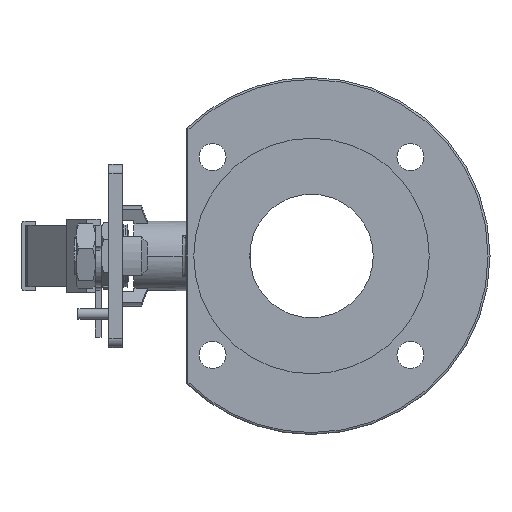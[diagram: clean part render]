
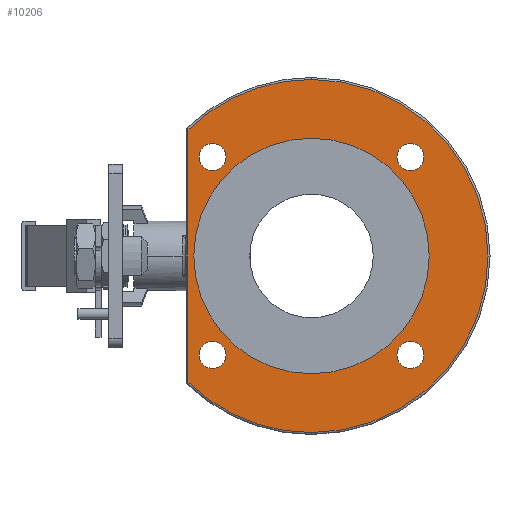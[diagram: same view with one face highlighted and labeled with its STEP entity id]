
A CAD part, left-side view. The second image highlights one B-rep face of the part: STEP entity #10206.
In plain terms, the highlighted planar face has unit normal (-1, 0, 0).
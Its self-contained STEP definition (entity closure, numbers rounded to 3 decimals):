
#37 = CARTESIAN_POINT ( 'NONE',  ( -87., -51.265, -58.265 ) ) ;
#46 = CARTESIAN_POINT ( 'NONE',  ( -87., -51.265, 44.265 ) ) ;
#47 = CARTESIAN_POINT ( 'NONE',  ( -87., -51.265, -44.265 ) ) ;
#63 = CARTESIAN_POINT ( 'NONE',  ( -87., 64., -65.393 ) ) ;
#64 = CARTESIAN_POINT ( 'NONE',  ( -87., 0., -91.5 ) ) ;
#378 = VERTEX_POINT ( 'NONE', #10533 ) ;
#390 = VERTEX_POINT ( 'NONE', #3005 ) ;
#439 = VERTEX_POINT ( 'NONE', #3054 ) ;
#444 = VERTEX_POINT ( 'NONE', #3059 ) ;
#458 = VERTEX_POINT ( 'NONE', #3073 ) ;
#466 = VERTEX_POINT ( 'NONE', #3081 ) ;
#502 = VERTEX_POINT ( 'NONE', #37 ) ;
#511 = VERTEX_POINT ( 'NONE', #46 ) ;
#512 = VERTEX_POINT ( 'NONE', #47 ) ;
#528 = VERTEX_POINT ( 'NONE', #63 ) ;
#529 = VERTEX_POINT ( 'NONE', #64 ) ;
#574 = VERTEX_POINT ( 'NONE', #10297 ) ;
#692 = VERTEX_POINT ( 'NONE', #10366 ) ;
#740 = VERTEX_POINT ( 'NONE', #10414 ) ;
#1417 = EDGE_LOOP ( 'NONE', ( #9823, #9824 ) ) ;
#1420 = EDGE_LOOP ( 'NONE', ( #9825, #9826 ) ) ;
#1421 = EDGE_LOOP ( 'NONE', ( #9817, #9818, #9819, #9820 ) ) ;
#1422 = EDGE_LOOP ( 'NONE', ( #9821, #9822 ) ) ;
#1424 = EDGE_LOOP ( 'NONE', ( #9827, #9828 ) ) ;
#1425 = EDGE_LOOP ( 'NONE', ( #9829, #9830 ) ) ;
#2173 = CIRCLE ( 'NONE', #2858, 7. ) ;
#2181 = CIRCLE ( 'NONE', #2862, 7. ) ;
#2189 = CIRCLE ( 'NONE', #2864, 7. ) ;
#2205 = CIRCLE ( 'NONE', #2870, 7. ) ;
#2216 = CIRCLE ( 'NONE', #2873, 61. ) ;
#2432 = EDGE_CURVE ( 'NONE', #502, #512, #2173, .T. ) ;
#2440 = EDGE_CURVE ( 'NONE', #511, #692, #2181, .T. ) ;
#2444 = EDGE_CURVE ( 'NONE', #740, #444, #2189, .T. ) ;
#2456 = EDGE_CURVE ( 'NONE', #390, #378, #2205, .T. ) ;
#2462 = EDGE_CURVE ( 'NONE', #439, #458, #2216, .T. ) ;
#2631 = EDGE_CURVE ( 'NONE', #574, #466, #3797, .T. ) ;
#2632 = EDGE_CURVE ( 'NONE', #466, #528, #3801, .T. ) ;
#2633 = EDGE_CURVE ( 'NONE', #512, #502, #3804, .T. ) ;
#2634 = EDGE_CURVE ( 'NONE', #692, #511, #3806, .T. ) ;
#2635 = EDGE_CURVE ( 'NONE', #444, #740, #3807, .T. ) ;
#2636 = EDGE_CURVE ( 'NONE', #378, #390, #3808, .T. ) ;
#2637 = EDGE_CURVE ( 'NONE', #458, #439, #3809, .T. ) ;
#2858 = AXIS2_PLACEMENT_3D ( 'NONE', #3140, #3141, #3142 ) ;
#2862 = AXIS2_PLACEMENT_3D ( 'NONE', #3160, #3161, #3162 ) ;
#2864 = AXIS2_PLACEMENT_3D ( 'NONE', #3170, #3171, #3172 ) ;
#2870 = AXIS2_PLACEMENT_3D ( 'NONE', #3200, #3201, #3202 ) ;
#2873 = AXIS2_PLACEMENT_3D ( 'NONE', #3216, #3217, #3218 ) ;
#3005 = CARTESIAN_POINT ( 'NONE',  ( -87., 51.265, -58.265 ) ) ;
#3054 = CARTESIAN_POINT ( 'NONE',  ( -87., 0., 61. ) ) ;
#3059 = CARTESIAN_POINT ( 'NONE',  ( -87., 51.265, 58.265 ) ) ;
#3073 = CARTESIAN_POINT ( 'NONE',  ( -87., 0., -61. ) ) ;
#3081 = CARTESIAN_POINT ( 'NONE',  ( -87., 64., 65.393 ) ) ;
#3140 = CARTESIAN_POINT ( 'NONE',  ( -87., -51.265, -51.265 ) ) ;
#3141 = DIRECTION ( 'NONE',  ( -1., 0., 0. ) ) ;
#3142 = DIRECTION ( 'NONE',  ( 0., 0., 1. ) ) ;
#3160 = CARTESIAN_POINT ( 'NONE',  ( -87., -51.265, 51.265 ) ) ;
#3161 = DIRECTION ( 'NONE',  ( -1., 0., 0. ) ) ;
#3162 = DIRECTION ( 'NONE',  ( 0., 0., 1. ) ) ;
#3170 = CARTESIAN_POINT ( 'NONE',  ( -87., 51.265, 51.265 ) ) ;
#3171 = DIRECTION ( 'NONE',  ( -1., 0., 0. ) ) ;
#3172 = DIRECTION ( 'NONE',  ( 0., 0., 1. ) ) ;
#3200 = CARTESIAN_POINT ( 'NONE',  ( -87., 51.265, -51.265 ) ) ;
#3201 = DIRECTION ( 'NONE',  ( -1., 0., 0. ) ) ;
#3202 = DIRECTION ( 'NONE',  ( 0., 0., 1. ) ) ;
#3216 = CARTESIAN_POINT ( 'NONE',  ( -87., 0., 0. ) ) ;
#3217 = DIRECTION ( 'NONE',  ( -1., 0., 0. ) ) ;
#3218 = DIRECTION ( 'NONE',  ( 0., 0., 1. ) ) ;
#3797 = CIRCLE ( 'NONE', #4938, 91.5 ) ;
#3801 = LINE ( 'NONE', #5421, #3805 ) ;
#3804 = CIRCLE ( 'NONE', #4939, 7. ) ;
#3805 = VECTOR ( 'NONE', #5420, 1000. ) ;
#3806 = CIRCLE ( 'NONE', #4940, 7. ) ;
#3807 = CIRCLE ( 'NONE', #4941, 7. ) ;
#3808 = CIRCLE ( 'NONE', #4942, 7. ) ;
#3809 = CIRCLE ( 'NONE', #4943, 61. ) ;
#4307 = CIRCLE ( 'NONE', #5076, 91.5 ) ;
#4323 = CIRCLE ( 'NONE', #5078, 91.5 ) ;
#4938 = AXIS2_PLACEMENT_3D ( 'NONE', #5422, #5423, #5424 ) ;
#4939 = AXIS2_PLACEMENT_3D ( 'NONE', #5425, #5426, #5427 ) ;
#4940 = AXIS2_PLACEMENT_3D ( 'NONE', #5428, #5429, #5430 ) ;
#4941 = AXIS2_PLACEMENT_3D ( 'NONE', #5431, #5432, #5433 ) ;
#4942 = AXIS2_PLACEMENT_3D ( 'NONE', #5434, #5435, #5436 ) ;
#4943 = AXIS2_PLACEMENT_3D ( 'NONE', #5437, #5438, #5439 ) ;
#5076 = AXIS2_PLACEMENT_3D ( 'NONE', #6612, #6613, #6614 ) ;
#5078 = AXIS2_PLACEMENT_3D ( 'NONE', #6618, #6619, #6620 ) ;
#5420 = DIRECTION ( 'NONE',  ( 0., 0., -1. ) ) ;
#5421 = CARTESIAN_POINT ( 'NONE',  ( -87., 64., -65.812 ) ) ;
#5422 = CARTESIAN_POINT ( 'NONE',  ( -87., 0., 0. ) ) ;
#5423 = DIRECTION ( 'NONE',  ( -1., 0., 0. ) ) ;
#5424 = DIRECTION ( 'NONE',  ( 0., 0., 1. ) ) ;
#5425 = CARTESIAN_POINT ( 'NONE',  ( -87., -51.265, -51.265 ) ) ;
#5426 = DIRECTION ( 'NONE',  ( -1., 0., 0. ) ) ;
#5427 = DIRECTION ( 'NONE',  ( 0., 0., 1. ) ) ;
#5428 = CARTESIAN_POINT ( 'NONE',  ( -87., -51.265, 51.265 ) ) ;
#5429 = DIRECTION ( 'NONE',  ( -1., 0., 0. ) ) ;
#5430 = DIRECTION ( 'NONE',  ( 0., 0., 1. ) ) ;
#5431 = CARTESIAN_POINT ( 'NONE',  ( -87., 51.265, 51.265 ) ) ;
#5432 = DIRECTION ( 'NONE',  ( -1., 0., 0. ) ) ;
#5433 = DIRECTION ( 'NONE',  ( 0., 0., 1. ) ) ;
#5434 = CARTESIAN_POINT ( 'NONE',  ( -87., 51.265, -51.265 ) ) ;
#5435 = DIRECTION ( 'NONE',  ( -1., 0., 0. ) ) ;
#5436 = DIRECTION ( 'NONE',  ( 0., 0., 1. ) ) ;
#5437 = CARTESIAN_POINT ( 'NONE',  ( -87., 0., 0. ) ) ;
#5438 = DIRECTION ( 'NONE',  ( -1., 0., 0. ) ) ;
#5439 = DIRECTION ( 'NONE',  ( 0., 0., 1. ) ) ;
#6612 = CARTESIAN_POINT ( 'NONE',  ( -87., 0., 0. ) ) ;
#6613 = DIRECTION ( 'NONE',  ( -1., 0., 0. ) ) ;
#6614 = DIRECTION ( 'NONE',  ( 0., 0., 1. ) ) ;
#6618 = CARTESIAN_POINT ( 'NONE',  ( -87., 0., 0. ) ) ;
#6619 = DIRECTION ( 'NONE',  ( -1., 0., 0. ) ) ;
#6620 = DIRECTION ( 'NONE',  ( 0., 0., 1. ) ) ;
#8160 = AXIS2_PLACEMENT_3D ( 'NONE', #8559, #8555, #8561 ) ;
#8555 = DIRECTION ( 'NONE',  ( -1., 0., 0. ) ) ;
#8557 = PLANE ( 'NONE',  #8160 ) ;
#8559 = CARTESIAN_POINT ( 'NONE',  ( -87., 0., 0. ) ) ;
#8561 = DIRECTION ( 'NONE',  ( 0., 0., 1. ) ) ;
#8992 = FACE_OUTER_BOUND ( 'NONE', #1421, .T. ) ;
#8994 = FACE_BOUND ( 'NONE', #1420, .T. ) ;
#8996 = FACE_BOUND ( 'NONE', #1417, .T. ) ;
#8998 = FACE_BOUND ( 'NONE', #1424, .T. ) ;
#9000 = FACE_BOUND ( 'NONE', #1422, .T. ) ;
#9001 = FACE_BOUND ( 'NONE', #1425, .T. ) ;
#9464 = EDGE_CURVE ( 'NONE', #528, #529, #4307, .T. ) ;
#9466 = EDGE_CURVE ( 'NONE', #529, #574, #4323, .T. ) ;
#9817 = ORIENTED_EDGE ( 'NONE', *, *, #9464, .T. ) ;
#9818 = ORIENTED_EDGE ( 'NONE', *, *, #9466, .T. ) ;
#9819 = ORIENTED_EDGE ( 'NONE', *, *, #2631, .T. ) ;
#9820 = ORIENTED_EDGE ( 'NONE', *, *, #2632, .T. ) ;
#9821 = ORIENTED_EDGE ( 'NONE', *, *, #2432, .F. ) ;
#9822 = ORIENTED_EDGE ( 'NONE', *, *, #2633, .F. ) ;
#9823 = ORIENTED_EDGE ( 'NONE', *, *, #2440, .F. ) ;
#9824 = ORIENTED_EDGE ( 'NONE', *, *, #2634, .F. ) ;
#9825 = ORIENTED_EDGE ( 'NONE', *, *, #2444, .F. ) ;
#9826 = ORIENTED_EDGE ( 'NONE', *, *, #2635, .F. ) ;
#9827 = ORIENTED_EDGE ( 'NONE', *, *, #2456, .F. ) ;
#9828 = ORIENTED_EDGE ( 'NONE', *, *, #2636, .F. ) ;
#9829 = ORIENTED_EDGE ( 'NONE', *, *, #2637, .F. ) ;
#9830 = ORIENTED_EDGE ( 'NONE', *, *, #2462, .F. ) ;
#10206 = ADVANCED_FACE ( 'NONE', ( #8992, #9000, #8996, #8994, #8998, #9001 ), #8557, .T. ) ;
#10297 = CARTESIAN_POINT ( 'NONE',  ( -87., 0., 91.5 ) ) ;
#10366 = CARTESIAN_POINT ( 'NONE',  ( -87., -51.265, 58.265 ) ) ;
#10414 = CARTESIAN_POINT ( 'NONE',  ( -87., 51.265, 44.265 ) ) ;
#10533 = CARTESIAN_POINT ( 'NONE',  ( -87., 51.265, -44.265 ) ) ;
